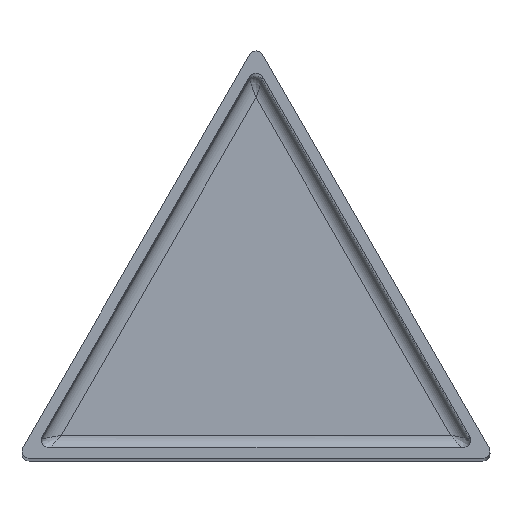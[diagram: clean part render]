
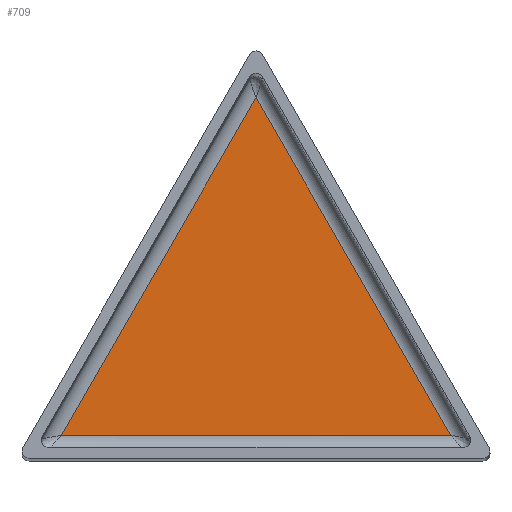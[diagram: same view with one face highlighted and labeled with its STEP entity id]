
A CAD part, top view. The second image highlights one B-rep face of the part: STEP entity #709.
In plain terms, the highlighted planar face has unit normal (0, 0, 1).
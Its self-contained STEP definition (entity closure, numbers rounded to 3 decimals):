
#6 = EDGE_LOOP ( 'NONE', ( #255, #346, #400 ) ) ;
#50 = DIRECTION ( 'NONE',  ( -1., 0., 0. ) ) ;
#55 = CARTESIAN_POINT ( 'NONE',  ( 1.732, 1., 0. ) ) ;
#123 = DIRECTION ( 'NONE',  ( -0.5, 0.866, 0. ) ) ;
#188 = DIRECTION ( 'NONE',  ( 0., 0., -1. ) ) ;
#201 = AXIS2_PLACEMENT_3D ( 'NONE', #55, #188, #50 ) ;
#231 = CARTESIAN_POINT ( 'NONE',  ( 60.67, 3.5, 0. ) ) ;
#255 = ORIENTED_EDGE ( 'NONE', *, *, #461, .T. ) ;
#264 = VERTEX_POINT ( 'NONE', #472 ) ;
#346 = ORIENTED_EDGE ( 'NONE', *, *, #790, .T. ) ;
#374 = PLANE ( 'NONE',  #201 ) ;
#400 = ORIENTED_EDGE ( 'NONE', *, *, #417, .T. ) ;
#417 = EDGE_CURVE ( 'NONE', #264, #453, #705, .T. ) ;
#453 = VERTEX_POINT ( 'NONE', #763 ) ;
#461 = EDGE_CURVE ( 'NONE', #453, #743, #662, .T. ) ;
#472 = CARTESIAN_POINT ( 'NONE',  ( 58.938, 3.5, 0. ) ) ;
#510 = CARTESIAN_POINT ( 'NONE',  ( 31.634, 50.792, 0. ) ) ;
#558 = DIRECTION ( 'NONE',  ( 1., 0., 0. ) ) ;
#623 = LINE ( 'NONE', #231, #785 ) ;
#637 = CARTESIAN_POINT ( 'NONE',  ( 6.062, 3.5, 0. ) ) ;
#657 = DIRECTION ( 'NONE',  ( -0.5, -0.866, 0. ) ) ;
#662 = LINE ( 'NONE', #726, #704 ) ;
#704 = VECTOR ( 'NONE', #657, 1000. ) ;
#705 = LINE ( 'NONE', #510, #755 ) ;
#709 = ADVANCED_FACE ( 'NONE', ( #772 ), #374, .F. ) ;
#726 = CARTESIAN_POINT ( 'NONE',  ( 5.196, 2., 0. ) ) ;
#743 = VERTEX_POINT ( 'NONE', #637 ) ;
#755 = VECTOR ( 'NONE', #123, 1000. ) ;
#763 = CARTESIAN_POINT ( 'NONE',  ( 32.5, 49.292, 0. ) ) ;
#772 = FACE_OUTER_BOUND ( 'NONE', #6, .T. ) ;
#785 = VECTOR ( 'NONE', #558, 1000. ) ;
#790 = EDGE_CURVE ( 'NONE', #743, #264, #623, .T. ) ;
